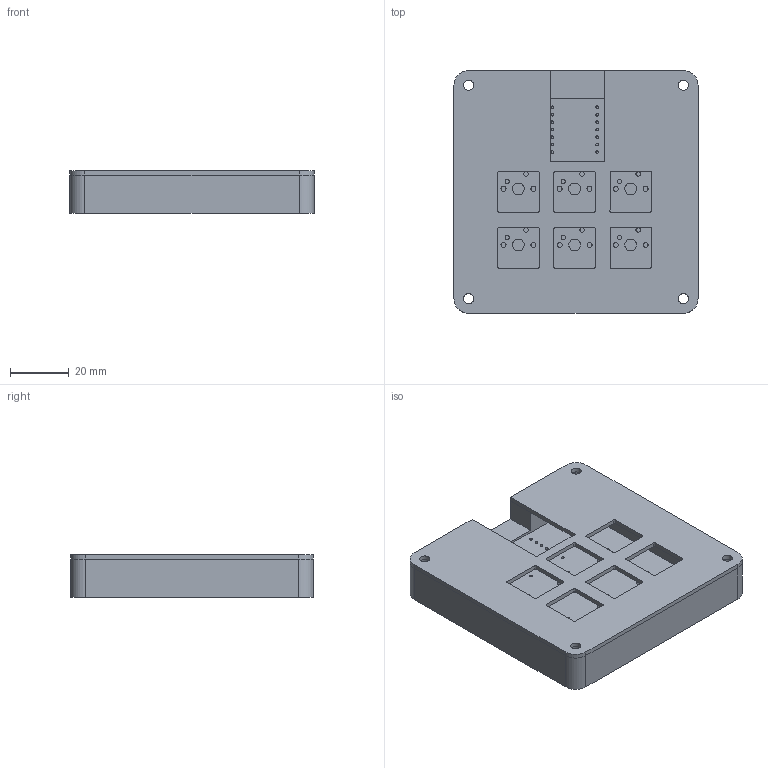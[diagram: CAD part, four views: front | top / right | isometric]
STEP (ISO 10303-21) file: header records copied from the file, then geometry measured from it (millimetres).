
FILE_DESCRIPTION(/* description */ (''),/* implementation_level */ '2;1');
FILE_NAME(/* name */ 'Blueprint_Assembly.step',/* time_stamp */ '2025-12-01T17:13:36-05:00',/* author */ (''),/* organization */ (''),/* preprocessor_version */ 'ST-DEVELOPER v20.1',/* originating_system */ 'Autodesk Translation Framework v14.21.0.0',/* authorisation */ '');
FILE_SCHEMA (('AUTOMOTIVE_DESIGN { 1 0 10303 214 3 1 1 }'));
Length unit declared in the file: millimetre
Products named in the file (6): 2025-12-01-14-18-20-814; 2025-12-01-05-44-33-077; 2025-12-01-05-11-33-338; 2025-12-01-05-11-56-409; Macropad design 1; Macropad design_PCB
Assembly tree (4 placements, depth 3):
  2025-12-01-14-18-20-814
    2025-12-01-05-44-33-077
    2025-12-01-05-11-33-338
    Macropad design 1
      Macropad design_PCB
  2025-12-01-05-11-56-409
Bounding box: 82.92 x 82.51 x 14.5 mm (x, y, z)
Volume: 59333.5 mm3; surface area: 40394.8 mm2
Topology: 3 solids, 3 shells, 502 faces, 1410 edges, 940 vertices
Faces by surface type: bspline 242, plane 172, cylinder 88
Full cylindrical faces by diameter (mm): 0.889 x14, 1.5 x12, 1.7 x12, 3.4 x8, 4 x6, 6 x4
Entity records: 18826 total; most frequent: CARTESIAN_POINT 6977, ORIENTED_EDGE 2820, DIRECTION 1644, EDGE_CURVE 1410, VERTEX_POINT 940, LINE 750, VECTOR 750, EDGE_LOOP 644
